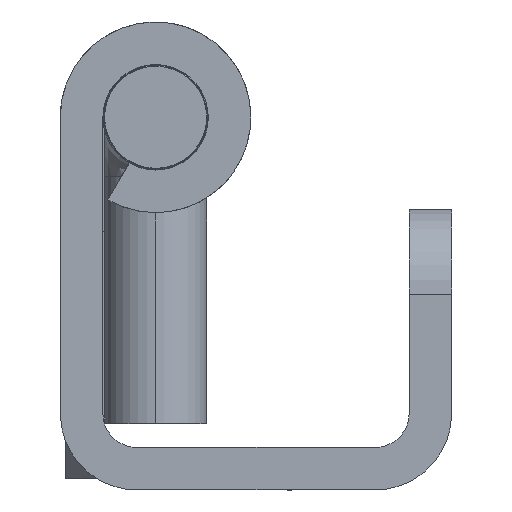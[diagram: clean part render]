
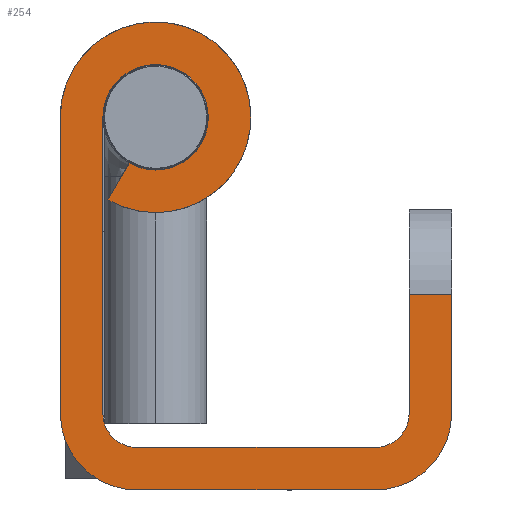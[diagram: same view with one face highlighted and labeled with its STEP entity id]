
A CAD part, left-side view. The second image highlights one B-rep face of the part: STEP entity #254.
In plain terms, the highlighted planar face has unit normal (-1, 0, 0).
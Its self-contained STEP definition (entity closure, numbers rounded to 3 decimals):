
#62=B_SPLINE_CURVE_WITH_KNOTS('',1,(#4422,#4423),.UNSPECIFIED.,.F.,.F.,
(2,2),(0.,2.5),.UNSPECIFIED.);
#68=B_SPLINE_CURVE_WITH_KNOTS('',1,(#4445,#4446),.UNSPECIFIED.,.F.,.F.,
(2,2),(0.,17.4),.UNSPECIFIED.);
#77=B_SPLINE_CURVE_WITH_KNOTS('',1,(#4469,#4470),.UNSPECIFIED.,.F.,.F.,
(2,2),(0.,14.),.UNSPECIFIED.);
#80=B_SPLINE_CURVE_WITH_KNOTS('',1,(#4483,#4484),.UNSPECIFIED.,.F.,.F.,
(2,2),(0.,7.),.UNSPECIFIED.);
#88=B_SPLINE_CURVE_WITH_KNOTS('',1,(#4503,#4504),.UNSPECIFIED.,.F.,.F.,
(2,2),(0.,7.),.UNSPECIFIED.);
#90=B_SPLINE_CURVE_WITH_KNOTS('',1,(#4515,#4516),.UNSPECIFIED.,.F.,.F.,
(2,2),(0.,14.),.UNSPECIFIED.);
#106=B_SPLINE_CURVE_WITH_KNOTS('',1,(#4554,#4555),.UNSPECIFIED.,.F.,.F.,
(2,2),(0.,17.4),.UNSPECIFIED.);
#138=B_SPLINE_CURVE_WITH_KNOTS('',1,(#4759,#4760),.UNSPECIFIED.,.F.,.F.,
(2,2),(0.,2.5),.UNSPECIFIED.);
#254=ADVANCED_FACE('',(#388),#2192,.T.);
#388=FACE_OUTER_BOUND('',#530,.T.);
#530=EDGE_LOOP('',(#1008,#1009,#1010,#1011,#1012,#1013,#1014,#1015,#1016,
#1017,#1018,#1019,#1020,#1021,#1022));
#1008=ORIENTED_EDGE('',*,*,#1439,.T.);
#1009=ORIENTED_EDGE('',*,*,#1436,.F.);
#1010=ORIENTED_EDGE('',*,*,#1433,.T.);
#1011=ORIENTED_EDGE('',*,*,#1472,.F.);
#1012=ORIENTED_EDGE('',*,*,#1422,.T.);
#1013=ORIENTED_EDGE('',*,*,#1417,.F.);
#1014=ORIENTED_EDGE('',*,*,#1412,.T.);
#1015=ORIENTED_EDGE('',*,*,#1488,.F.);
#1016=ORIENTED_EDGE('',*,*,#1486,.F.);
#1017=ORIENTED_EDGE('',*,*,#1470,.F.);
#1018=ORIENTED_EDGE('',*,*,#1459,.T.);
#1019=ORIENTED_EDGE('',*,*,#1452,.T.);
#1020=ORIENTED_EDGE('',*,*,#1450,.T.);
#1021=ORIENTED_EDGE('',*,*,#1447,.T.);
#1022=ORIENTED_EDGE('',*,*,#1551,.T.);
#1412=EDGE_CURVE('',#2055,#2056,#62,.T.);
#1417=EDGE_CURVE('',#2055,#2059,#1670,.T.);
#1422=EDGE_CURVE('',#2064,#2059,#68,.T.);
#1433=EDGE_CURVE('',#2075,#2076,#77,.T.);
#1436=EDGE_CURVE('',#2075,#2078,#1673,.T.);
#1439=EDGE_CURVE('',#2080,#2078,#80,.T.);
#1447=EDGE_CURVE('',#2088,#2089,#88,.T.);
#1450=EDGE_CURVE('',#2091,#2088,#1676,.T.);
#1452=EDGE_CURVE('',#2093,#2091,#90,.T.);
#1459=EDGE_CURVE('',#2101,#2093,#1677,.T.);
#1470=EDGE_CURVE('',#2101,#2110,#106,.T.);
#1472=EDGE_CURVE('',#2064,#2076,#1680,.T.);
#1486=EDGE_CURVE('',#2110,#2111,#1686,.T.);
#1488=EDGE_CURVE('',#2111,#2056,#1687,.T.);
#1551=EDGE_CURVE('',#2089,#2080,#138,.T.);
#1670=TRIMMED_CURVE($,#1830,(#4434),(#4435),.T.,.CARTESIAN.);
#1673=TRIMMED_CURVE($,#1833,(#4476),(#4477),.T.,.CARTESIAN.);
#1676=TRIMMED_CURVE($,#1836,(#4511),(#4512),.T.,.CARTESIAN.);
#1677=TRIMMED_CURVE($,#1837,(#4530),(#4531),.T.,.CARTESIAN.);
#1680=TRIMMED_CURVE($,#1840,(#4560),(#4561),.T.,.CARTESIAN.);
#1686=TRIMMED_CURVE($,#1846,(#4595),(#4596),.T.,.CARTESIAN.);
#1687=TRIMMED_CURVE($,#1847,(#4600),(#4601),.T.,.CARTESIAN.);
#1830=CIRCLE('',#2579,3.1);
#1833=CIRCLE('',#2582,2.);
#1836=CIRCLE('',#2585,4.5);
#1837=CIRCLE('',#2586,4.5);
#1840=CIRCLE('',#2589,2.);
#1846=CIRCLE('',#2595,5.6);
#1847=CIRCLE('',#2596,5.6);
#2055=VERTEX_POINT('',#4299);
#2056=VERTEX_POINT('',#4300);
#2059=VERTEX_POINT('',#4303);
#2064=VERTEX_POINT('',#4308);
#2075=VERTEX_POINT('',#4319);
#2076=VERTEX_POINT('',#4320);
#2078=VERTEX_POINT('',#4322);
#2080=VERTEX_POINT('',#4324);
#2088=VERTEX_POINT('',#4332);
#2089=VERTEX_POINT('',#4333);
#2091=VERTEX_POINT('',#4335);
#2093=VERTEX_POINT('',#4337);
#2101=VERTEX_POINT('',#4345);
#2110=VERTEX_POINT('',#4354);
#2111=VERTEX_POINT('',#4355);
#2192=PLANE('',#2535);
#2535=AXIS2_PLACEMENT_3D('',#4209,#2894,$);
#2579=AXIS2_PLACEMENT_3D($,#4433,#2943,#2944);
#2582=AXIS2_PLACEMENT_3D($,#4475,#2949,#2950);
#2585=AXIS2_PLACEMENT_3D($,#4510,#2955,#2956);
#2586=AXIS2_PLACEMENT_3D($,#4529,#2957,#2958);
#2589=AXIS2_PLACEMENT_3D($,#4559,#2963,#2964);
#2595=AXIS2_PLACEMENT_3D($,#4594,#2975,#2976);
#2596=AXIS2_PLACEMENT_3D($,#4599,#2977,#2978);
#2894=DIRECTION('',(-1.,0.,0.));
#2943=DIRECTION('',(-1.,0.,0.));
#2944=DIRECTION('',(0.,0.5,-0.866));
#2949=DIRECTION('',(-1.,0.,0.));
#2950=DIRECTION('',(0.,0.,-1.));
#2955=DIRECTION('',(-1.,0.,0.));
#2956=DIRECTION('',(0.,0.,-1.));
#2957=DIRECTION('',(-1.,0.,0.));
#2958=DIRECTION('',(0.,1.,0.));
#2963=DIRECTION('',(-1.,0.,0.));
#2964=DIRECTION('',(0.,1.,0.));
#2975=DIRECTION('',(1.,0.,0.));
#2976=DIRECTION('',(0.,1.,0.));
#2977=DIRECTION('',(1.,0.,0.));
#2978=DIRECTION('',(0.,-0.93,0.368));
#4209=CARTESIAN_POINT('',(-179.694,-22.262,5.646));
#4299=CARTESIAN_POINT('',(-179.694,-3.313,-2.914));
#4300=CARTESIAN_POINT('',(-179.694,-2.063,-5.079));
#4303=CARTESIAN_POINT('',(-179.694,-1.762,-0.229));
#4308=CARTESIAN_POINT('',(-179.694,-1.762,-17.629));
#4319=CARTESIAN_POINT('',(-179.694,-17.762,-19.629));
#4320=CARTESIAN_POINT('',(-179.694,-3.762,-19.629));
#4322=CARTESIAN_POINT('',(-179.694,-19.762,-17.629));
#4324=CARTESIAN_POINT('',(-179.694,-19.762,-10.629));
#4332=CARTESIAN_POINT('',(-179.694,-22.262,-17.629));
#4333=CARTESIAN_POINT('',(-179.694,-22.262,-10.629));
#4335=CARTESIAN_POINT('',(-179.694,-17.762,-22.129));
#4337=CARTESIAN_POINT('',(-179.694,-3.762,-22.129));
#4345=CARTESIAN_POINT('',(-179.694,0.738,-17.629));
#4354=CARTESIAN_POINT('',(-179.694,0.738,-0.229));
#4355=CARTESIAN_POINT('',(-179.694,-10.069,1.832));
#4422=CARTESIAN_POINT('',(-179.694,-3.313,-2.914));
#4423=CARTESIAN_POINT('',(-179.694,-2.063,-5.079));
#4433=CARTESIAN_POINT('',(-179.694,-4.862,-0.229));
#4434=CARTESIAN_POINT('',(-179.694,-3.313,-2.914));
#4435=CARTESIAN_POINT('',(-179.694,-1.762,-0.229));
#4445=CARTESIAN_POINT('',(-179.694,-1.762,-17.629));
#4446=CARTESIAN_POINT('',(-179.694,-1.762,-0.229));
#4469=CARTESIAN_POINT('',(-179.694,-17.762,-19.629));
#4470=CARTESIAN_POINT('',(-179.694,-3.762,-19.629));
#4475=CARTESIAN_POINT('',(-179.694,-17.762,-17.629));
#4476=CARTESIAN_POINT('',(-179.694,-17.762,-19.629));
#4477=CARTESIAN_POINT('',(-179.694,-19.762,-17.629));
#4483=CARTESIAN_POINT('',(-179.694,-19.762,-10.629));
#4484=CARTESIAN_POINT('',(-179.694,-19.762,-17.629));
#4503=CARTESIAN_POINT('',(-179.694,-22.262,-17.629));
#4504=CARTESIAN_POINT('',(-179.694,-22.262,-10.629));
#4510=CARTESIAN_POINT('',(-179.694,-17.762,-17.629));
#4511=CARTESIAN_POINT('',(-179.694,-17.762,-22.129));
#4512=CARTESIAN_POINT('',(-179.694,-22.262,-17.629));
#4515=CARTESIAN_POINT('',(-179.694,-3.762,-22.129));
#4516=CARTESIAN_POINT('',(-179.694,-17.762,-22.129));
#4529=CARTESIAN_POINT('',(-179.694,-3.762,-17.629));
#4530=CARTESIAN_POINT('',(-179.694,0.738,-17.629));
#4531=CARTESIAN_POINT('',(-179.694,-3.762,-22.129));
#4554=CARTESIAN_POINT('',(-179.694,0.738,-17.629));
#4555=CARTESIAN_POINT('',(-179.694,0.738,-0.229));
#4559=CARTESIAN_POINT('',(-179.694,-3.762,-17.629));
#4560=CARTESIAN_POINT('',(-179.694,-1.762,-17.629));
#4561=CARTESIAN_POINT('',(-179.694,-3.762,-19.629));
#4594=CARTESIAN_POINT('',(-179.694,-4.862,-0.229));
#4595=CARTESIAN_POINT('',(-179.694,0.738,-0.229));
#4596=CARTESIAN_POINT('',(-179.694,-10.069,1.832));
#4599=CARTESIAN_POINT('',(-179.694,-4.862,-0.229));
#4600=CARTESIAN_POINT('',(-179.694,-10.069,1.832));
#4601=CARTESIAN_POINT('',(-179.694,-2.063,-5.079));
#4759=CARTESIAN_POINT('',(-179.694,-22.262,-10.629));
#4760=CARTESIAN_POINT('',(-179.694,-19.762,-10.629));
